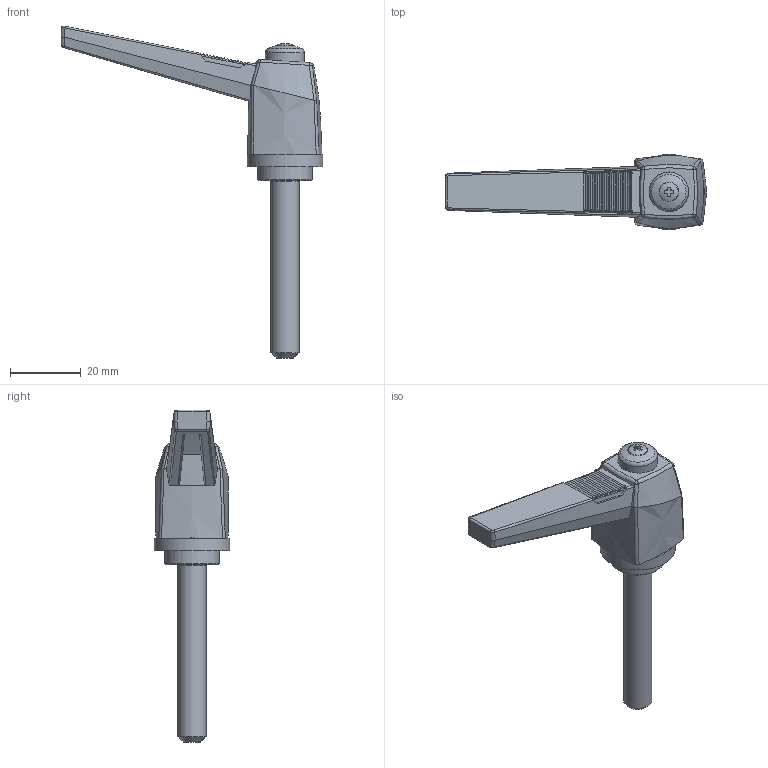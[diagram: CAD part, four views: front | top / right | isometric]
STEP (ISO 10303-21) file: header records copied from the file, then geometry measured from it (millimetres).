
FILE_DESCRIPTION( ( 'Unknown' ), '1' );
FILE_NAME( '6356695_KRP63_M08x50.stp', 'Unknown', ( 'Unknown' ), ( 'Unknown' ), 'PSStep 11.0', 'Unknown', ' ' );
FILE_SCHEMA( ( 'AUTOMOTIVE_DESIGN { 1 0 10303 214 1 1 1 1 }' ) );
Length unit declared in the file: millimetre
Products named in the file (1): 1840020
Bounding box: 73.63 x 21.26 x 93.61 mm (x, y, z)
Volume: 17603.7 mm3; surface area: 9147.7 mm2
Topology: 1 solids, 5 shells, 163 faces, 408 edges, 260 vertices
Faces by surface type: plane 82, bspline 51, cylinder 18, torus 5, sphere 4, cone 3
Full cylindrical faces by diameter (mm): 3 x1, 5.5 x1, 6 x1, 8 x2, 11 x1, 11.2 x1, 13.86 x1, 13.9 x1, 14.682 x1, 14.7 x1, 15.3 x1, 21.26 x1
Entity records: 9330 total; most frequent: CARTESIAN_POINT 4643, ORIENTED_EDGE 748, DIRECTION 581, EDGE_CURVE 374, VERTEX_POINT 251, AXIS2_PLACEMENT_3D 243, EDGE_LOOP 198, FACE_OUTER_BOUND 183
